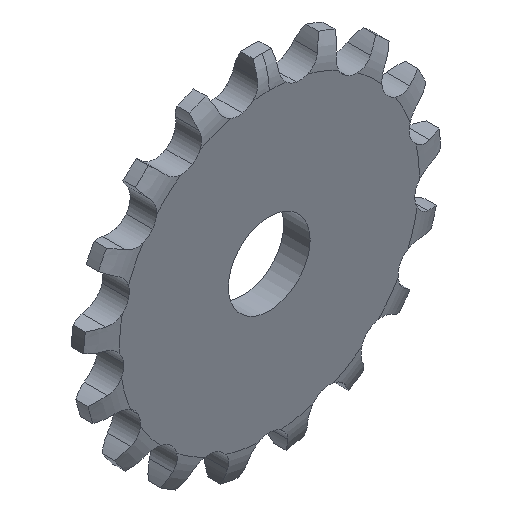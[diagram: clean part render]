
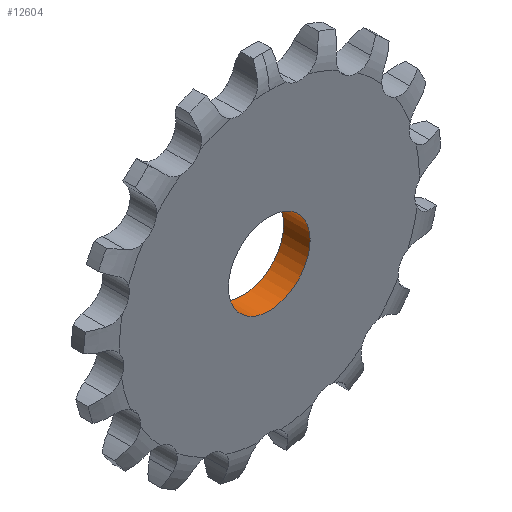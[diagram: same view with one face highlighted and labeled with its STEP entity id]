
A CAD part, isometric view. The second image highlights one B-rep face of the part: STEP entity #12604.
In plain terms, the highlighted cylindrical face has radius 4 mm (diameter 8 mm), a full revolution.
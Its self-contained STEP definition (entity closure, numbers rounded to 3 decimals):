
#210 = PLANE('',#211);
#211 = AXIS2_PLACEMENT_3D('',#212,#213,#214);
#212 = CARTESIAN_POINT('',(0.,0.,
    0.));
#213 = DIRECTION('',(0.,1.,0.));
#214 = DIRECTION('',(0.,0.,-1.));
#505 = PLANE('',#506);
#506 = AXIS2_PLACEMENT_3D('',#507,#508,#509);
#507 = CARTESIAN_POINT('',(0.,-2.6,0.)
  );
#508 = DIRECTION('',(0.,-1.,0.));
#509 = DIRECTION('',(0.,0.,1.));
#2878 = EDGE_CURVE('',#2879,#2879,#2881,.T.);
#2879 = VERTEX_POINT('',#2880);
#2880 = CARTESIAN_POINT('',(4.,0.,0.));
#2881 = SURFACE_CURVE('',#2882,(#2887,#2898),.PCURVE_S1.);
#2882 = CIRCLE('',#2883,4.);
#2883 = AXIS2_PLACEMENT_3D('',#2884,#2885,#2886);
#2884 = CARTESIAN_POINT('',(0.,0.,0.));
#2885 = DIRECTION('',(0.,-1.,0.));
#2886 = DIRECTION('',(1.,0.,0.));
#2887 = PCURVE('',#210,#2888);
#2888 = DEFINITIONAL_REPRESENTATION('',(#2889),#2897);
#2889 = ( BOUNDED_CURVE() B_SPLINE_CURVE(2,(#2890,#2891,#2892,#2893,
#2894,#2895,#2896),.UNSPECIFIED.,.T.,.F.) B_SPLINE_CURVE_WITH_KNOTS((1,2
    ,2,2,2,1),(-2.094,0.,2.094,4.189,
6.283,8.378),.UNSPECIFIED.) CURVE() 
GEOMETRIC_REPRESENTATION_ITEM() RATIONAL_B_SPLINE_CURVE((1.,0.5,1.,0.5,
1.,0.5,1.)) REPRESENTATION_ITEM('') );
#2890 = CARTESIAN_POINT('',(0.,-4.));
#2891 = CARTESIAN_POINT('',(-6.928,-4.));
#2892 = CARTESIAN_POINT('',(-3.464,2.));
#2893 = CARTESIAN_POINT('',(0.,8.));
#2894 = CARTESIAN_POINT('',(3.464,2.));
#2895 = CARTESIAN_POINT('',(6.928,-4.));
#2896 = CARTESIAN_POINT('',(0.,-4.));
#2897 = ( GEOMETRIC_REPRESENTATION_CONTEXT(2) 
PARAMETRIC_REPRESENTATION_CONTEXT() REPRESENTATION_CONTEXT('2D SPACE',''
  ) );
#2898 = PCURVE('',#2899,#2904);
#2899 = CYLINDRICAL_SURFACE('',#2900,4.);
#2900 = AXIS2_PLACEMENT_3D('',#2901,#2902,#2903);
#2901 = CARTESIAN_POINT('',(0.,0.,0.));
#2902 = DIRECTION('',(0.,1.,0.));
#2903 = DIRECTION('',(1.,0.,0.));
#2904 = DEFINITIONAL_REPRESENTATION('',(#2905),#2909);
#2905 = LINE('',#2906,#2907);
#2906 = CARTESIAN_POINT('',(-0.,0.));
#2907 = VECTOR('',#2908,1.);
#2908 = DIRECTION('',(-1.,0.));
#2909 = ( GEOMETRIC_REPRESENTATION_CONTEXT(2) 
PARAMETRIC_REPRESENTATION_CONTEXT() REPRESENTATION_CONTEXT('2D SPACE',''
  ) );
#4904 = EDGE_CURVE('',#4905,#4905,#4907,.T.);
#4905 = VERTEX_POINT('',#4906);
#4906 = CARTESIAN_POINT('',(4.,-2.6,0.));
#4907 = SURFACE_CURVE('',#4908,(#4913,#4924),.PCURVE_S1.);
#4908 = CIRCLE('',#4909,4.);
#4909 = AXIS2_PLACEMENT_3D('',#4910,#4911,#4912);
#4910 = CARTESIAN_POINT('',(0.,-2.6,0.));
#4911 = DIRECTION('',(-0.,1.,0.));
#4912 = DIRECTION('',(1.,0.,0.));
#4913 = PCURVE('',#505,#4914);
#4914 = DEFINITIONAL_REPRESENTATION('',(#4915),#4923);
#4915 = ( BOUNDED_CURVE() B_SPLINE_CURVE(2,(#4916,#4917,#4918,#4919,
#4920,#4921,#4922),.UNSPECIFIED.,.T.,.F.) B_SPLINE_CURVE_WITH_KNOTS((1,2
    ,2,2,2,1),(-2.094,0.,2.094,4.189,
6.283,8.378),.UNSPECIFIED.) CURVE() 
GEOMETRIC_REPRESENTATION_ITEM() RATIONAL_B_SPLINE_CURVE((1.,0.5,1.,0.5,
1.,0.5,1.)) REPRESENTATION_ITEM('') );
#4916 = CARTESIAN_POINT('',(0.,-4.));
#4917 = CARTESIAN_POINT('',(-6.928,-4.));
#4918 = CARTESIAN_POINT('',(-3.464,2.));
#4919 = CARTESIAN_POINT('',(0.,8.));
#4920 = CARTESIAN_POINT('',(3.464,2.));
#4921 = CARTESIAN_POINT('',(6.928,-4.));
#4922 = CARTESIAN_POINT('',(0.,-4.));
#4923 = ( GEOMETRIC_REPRESENTATION_CONTEXT(2) 
PARAMETRIC_REPRESENTATION_CONTEXT() REPRESENTATION_CONTEXT('2D SPACE',''
  ) );
#4924 = PCURVE('',#2899,#4925);
#4925 = DEFINITIONAL_REPRESENTATION('',(#4926),#4930);
#4926 = LINE('',#4927,#4928);
#4927 = CARTESIAN_POINT('',(-6.283,-2.6));
#4928 = VECTOR('',#4929,1.);
#4929 = DIRECTION('',(1.,-0.));
#4930 = ( GEOMETRIC_REPRESENTATION_CONTEXT(2) 
PARAMETRIC_REPRESENTATION_CONTEXT() REPRESENTATION_CONTEXT('2D SPACE',''
  ) );
#12604 = ADVANCED_FACE('',(#12605),#2899,.F.);
#12605 = FACE_BOUND('',#12606,.T.);
#12606 = EDGE_LOOP('',(#12607,#12608,#12629,#12630));
#12607 = ORIENTED_EDGE('',*,*,#2878,.F.);
#12608 = ORIENTED_EDGE('',*,*,#12609,.T.);
#12609 = EDGE_CURVE('',#2879,#4905,#12610,.T.);
#12610 = SEAM_CURVE('',#12611,(#12615,#12622),.PCURVE_S1.);
#12611 = LINE('',#12612,#12613);
#12612 = CARTESIAN_POINT('',(4.,0.,0.));
#12613 = VECTOR('',#12614,1.);
#12614 = DIRECTION('',(0.,-1.,0.));
#12615 = PCURVE('',#2899,#12616);
#12616 = DEFINITIONAL_REPRESENTATION('',(#12617),#12621);
#12617 = LINE('',#12618,#12619);
#12618 = CARTESIAN_POINT('',(-6.283,0.));
#12619 = VECTOR('',#12620,1.);
#12620 = DIRECTION('',(-0.,-1.));
#12621 = ( GEOMETRIC_REPRESENTATION_CONTEXT(2) 
PARAMETRIC_REPRESENTATION_CONTEXT() REPRESENTATION_CONTEXT('2D SPACE',''
  ) );
#12622 = PCURVE('',#2899,#12623);
#12623 = DEFINITIONAL_REPRESENTATION('',(#12624),#12628);
#12624 = LINE('',#12625,#12626);
#12625 = CARTESIAN_POINT('',(-0.,0.));
#12626 = VECTOR('',#12627,1.);
#12627 = DIRECTION('',(-0.,-1.));
#12628 = ( GEOMETRIC_REPRESENTATION_CONTEXT(2) 
PARAMETRIC_REPRESENTATION_CONTEXT() REPRESENTATION_CONTEXT('2D SPACE',''
  ) );
#12629 = ORIENTED_EDGE('',*,*,#4904,.F.);
#12630 = ORIENTED_EDGE('',*,*,#12609,.F.);
